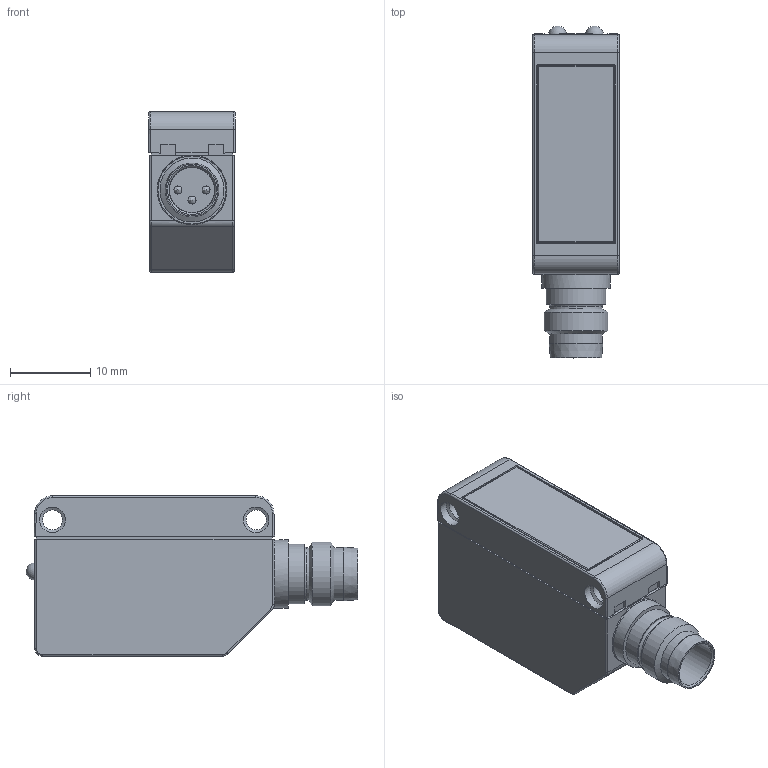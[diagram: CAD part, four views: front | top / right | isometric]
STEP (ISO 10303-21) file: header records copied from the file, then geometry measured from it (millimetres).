
FILE_DESCRIPTION(/* description */ (''),/* implementation_level */ '2;1');
FILE_NAME(/* name */ 'PD30_Teach_Plug.stp',/* time_stamp */ '2017-01-31T11:12:37+01:00',/* author */ ('tvb'),/* organization */ (''),/* preprocessor_version */ 'ST-DEVELOPER v16.1',/* originating_system */ 'Autodesk Inventor 2016',/* authorisation */ '');
FILE_SCHEMA (('AUTOMOTIVE_DESIGN { 1 0 10303 214 3 1 1 }'));
Length unit declared in the file: millimetre
Products named in the file (1): PD30_Teach_Plug
Bounding box: 10.8 x 41.4 x 20 mm (x, y, z)
Volume: 2839.3 mm3; surface area: 5758.2 mm2
Topology: 7 solids, 7 shells, 447 faces, 1114 edges, 702 vertices
Faces by surface type: plane 213, cylinder 140, cone 40, torus 26, sphere 16, bspline 12
Full cylindrical faces by diameter (mm): 1 x6, 1.8 x4, 2.2 x4, 2.5 x2, 3.2 x4, 5.6 x2, 5.7 x2, 6 x1, 6.4 x2, 6.5 x2, 6.6 x3, 7.5 x3, 8 x1, 8.5 x1
Entity records: 12836 total; most frequent: CARTESIAN_POINT 2390, DIRECTION 2257, ORIENTED_EDGE 1998, EDGE_CURVE 999, AXIS2_PLACEMENT_3D 833, VERTEX_POINT 669, LINE 591, VECTOR 591
